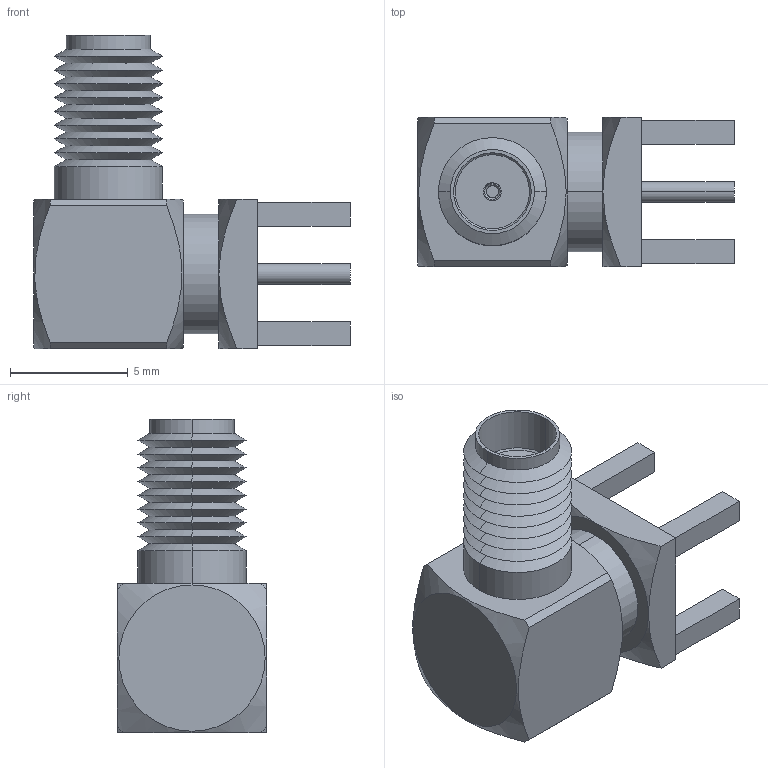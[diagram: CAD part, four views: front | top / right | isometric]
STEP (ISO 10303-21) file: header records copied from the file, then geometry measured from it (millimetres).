
FILE_DESCRIPTION (( 'STEP AP214' ), '1' );
FILE_NAME ('PE44435_3D.STEP', '2022-05-18T20:55:07', ( '' ), ( '' ), 'SwSTEP 2.0', 'SolidWorks 2021', '' );
FILE_SCHEMA (( 'AUTOMOTIVE_DESIGN' ));
Length unit declared in the file: inch
Products named in the file (1): PE44435_3D
Bounding box: 13.46 x 6.35 x 13.34 mm (x, y, z)
Volume: 442.3 mm3; surface area: 575.9 mm2
Topology: 1 solids, 1 shells, 112 faces, 254 edges, 155 vertices
Faces by surface type: plane 49, cone 47, cylinder 16
Entity records: 3329 total; most frequent: CARTESIAN_POINT 698, DIRECTION 533, ORIENTED_EDGE 508, EDGE_CURVE 254, AXIS2_PLACEMENT_3D 198, VERTEX_POINT 155, LINE 137, VECTOR 137
